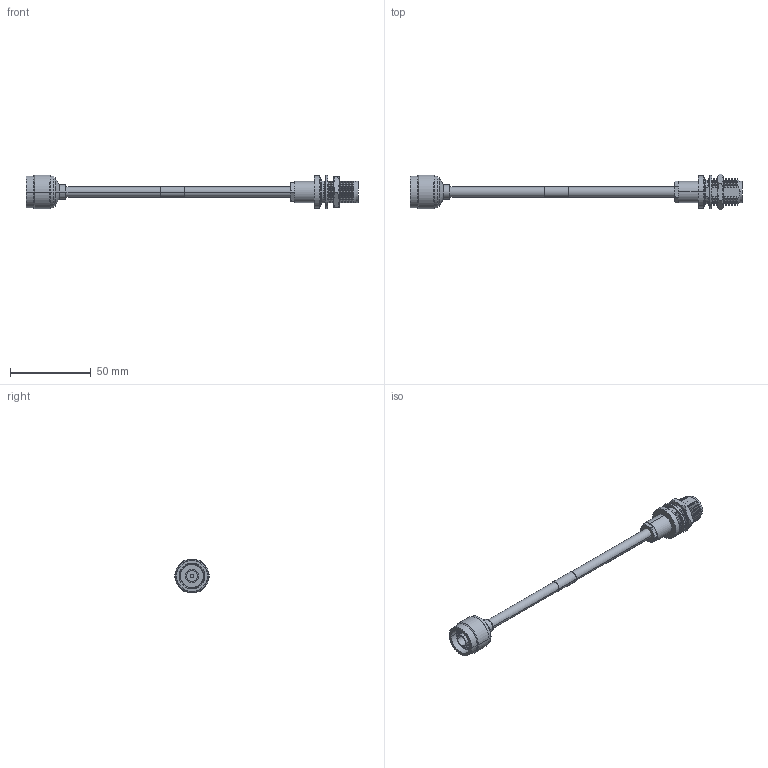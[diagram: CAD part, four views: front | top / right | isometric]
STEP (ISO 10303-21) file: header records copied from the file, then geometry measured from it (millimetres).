
FILE_DESCRIPTION (( 'STEP AP214' ), '1' );
FILE_NAME ('FMCA3107_3D.step', '2025-03-04T23:26:13', ( '' ), ( '' ), 'SwSTEP 2.0', 'SolidWorks 2022', '' );
FILE_SCHEMA (( 'AUTOMOTIVE_DESIGN' ));
Length unit declared in the file: millimetre
Products named in the file (7): FMCN1917; FM-SR401AL, FM-SR401FL, RG401_with label; PE44633-MA2; PE44633-MA1; FMCA3107_3D; PE44633-MA3; FMCN1813_Knurl Removed
Assembly tree (6 placements, depth 3):
  FMCA3107_3D
    FM-SR401AL, FM-SR401FL, RG401_with label
    FMCN1813_Knurl Removed
    FMCN1917
      PE44633-MA1
      PE44633-MA2
      PE44633-MA3
Bounding box: 206.19 x 22 x 21 mm (x, y, z)
Volume: 15125.4 mm3; surface area: 14912.8 mm2
Topology: 7 solids, 7 shells, 232 faces, 548 edges, 346 vertices
Faces by surface type: cone 128, cylinder 50, plane 44, torus 6, bspline 4
Entity records: 10243 total; most frequent: CARTESIAN_POINT 4588, ORIENTED_EDGE 1096, DIRECTION 1058, EDGE_CURVE 548, AXIS2_PLACEMENT_3D 476, VERTEX_POINT 346, EDGE_LOOP 256, CIRCLE 238
